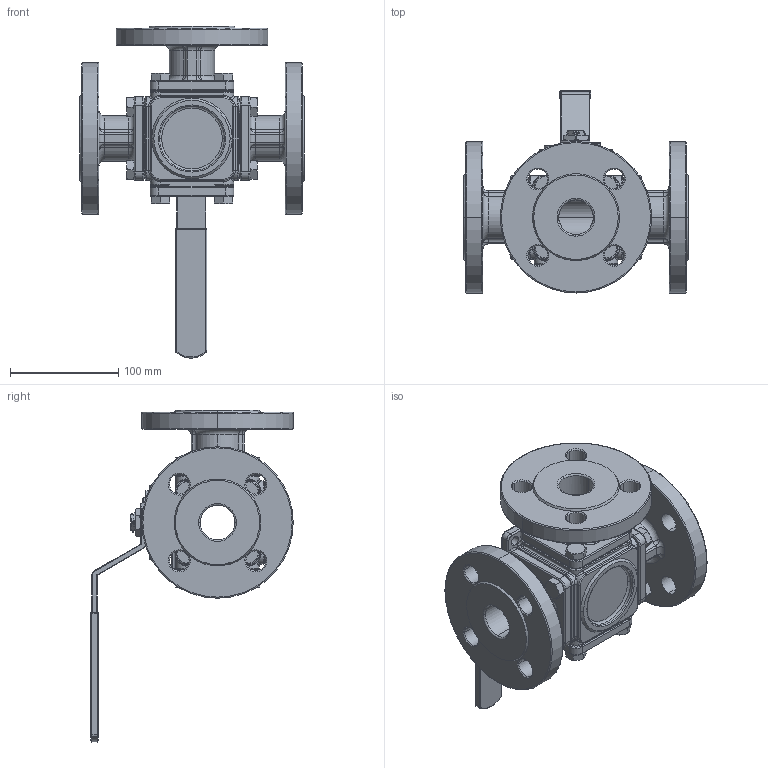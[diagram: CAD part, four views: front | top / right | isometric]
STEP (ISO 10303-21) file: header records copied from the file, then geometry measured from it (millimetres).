
FILE_DESCRIPTION (( 'STEP AP214' ), '1' );
FILE_NAME ('510-032-G01-1(501F,1.25,T-Port,3-way, PN16).STEP', '2019-10-04T08:38:40', ( '' ), ( '' ), 'SwSTEP 2.0', 'SolidWorks 2012', '' );
FILE_SCHEMA (( 'AUTOMOTIVE_DESIGN' ));
Length unit declared in the file: millimetre
Products named in the file (1): 510-032-G01-1(501F,1.25,T-Port,3-way, PN16)
Bounding box: 208 x 187.2 x 306.93 mm (x, y, z)
Volume: 1556644.5 mm3; surface area: 258281.4 mm2
Topology: 1 solids, 2 shells, 1554 faces, 4014 edges, 2370 vertices
Faces by surface type: cylinder 427, plane 401, cone 347, bspline 191, torus 172, sphere 16
Entity records: 123928 total; most frequent: CARTESIAN_POINT 71523, ORIENTED_EDGE 7944, DIRECTION 6974, EDGE_CURVE 3972, AXIS2_PLACEMENT_3D 2857, VERTEX_POINT 2370, EDGE_LOOP 1644, UNCERTAINTY_MEASURE_WITH_UNIT 1557
